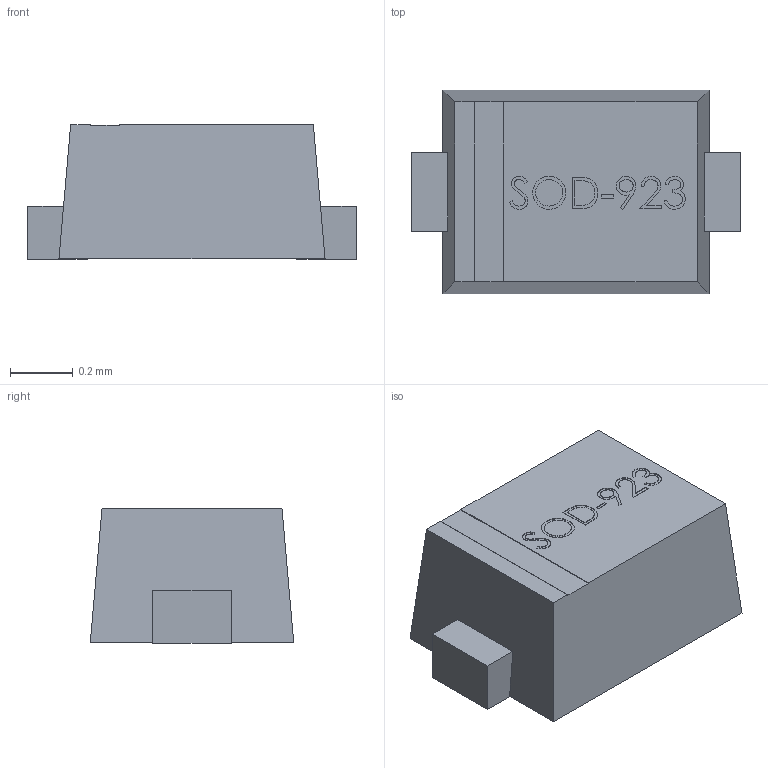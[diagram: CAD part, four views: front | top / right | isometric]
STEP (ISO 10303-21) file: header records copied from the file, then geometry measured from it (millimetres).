
FILE_DESCRIPTION(('FreeCAD Model'),'2;1');
FILE_NAME('User Library-DIODE_SOD-923.step', '2018-04-03T23:42:07',('kicad StepUp'),('ksu MCAD'), 'Open CASCADE STEP processor 6.8','FreeCAD','Unknown');
FILE_SCHEMA(('AUTOMOTIVE_DESIGN_CC2 { 1 2 10303 214 -1 1 5 4 }'));
Length unit declared in the file: millimetre
Products named in the file (2): ASSEMBLY; User_Library-DIODE_SOD-923
Assembly tree (1 placements, depth 2):
  ASSEMBLY
    User_Library-DIODE_SOD-923
Bounding box: 1.05 x 0.65 x 0.43 mm (x, y, z)
Volume: 0.2 mm3; surface area: 2.4 mm2
Topology: 1 solids, 1 shells, 115 faces, 309 edges, 206 vertices
Faces by surface type: bspline 59, plane 56
Entity records: 7591 total; most frequent: CARTESIAN_POINT 4275, ORIENTED_EDGE 618, EDGE_CURVE 309, DIRECTION 307, VERTEX_POINT 206, LINE 191, VECTOR 191, FACE_BOUND 125
